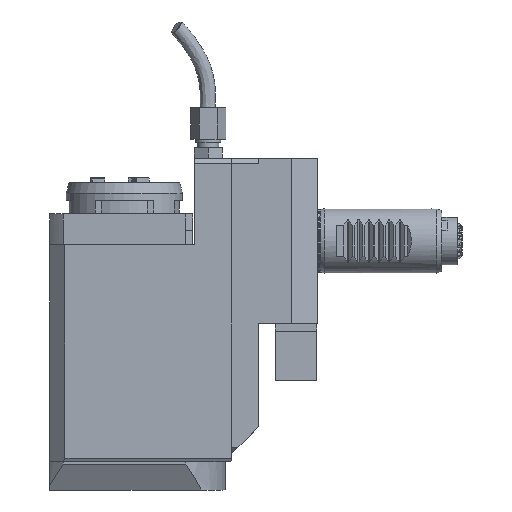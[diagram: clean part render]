
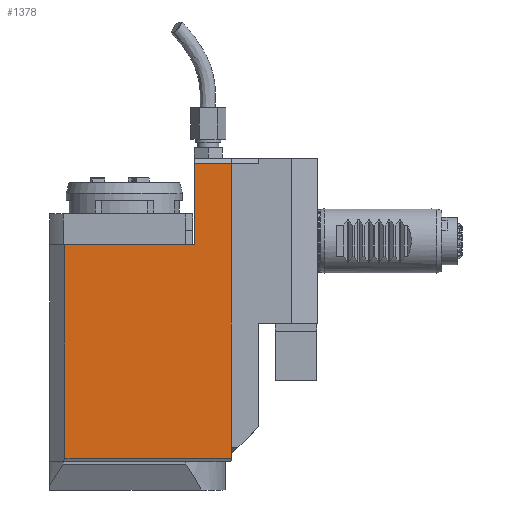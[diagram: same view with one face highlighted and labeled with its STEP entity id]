
A CAD part, left-side view. The second image highlights one B-rep face of the part: STEP entity #1378.
In plain terms, the highlighted planar face has unit normal (-1, 0, 0).
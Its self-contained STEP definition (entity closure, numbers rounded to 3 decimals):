
#414 = VECTOR ( 'NONE', #4792, 1000. ) ;
#968 = PLANE ( 'NONE',  #2346 ) ;
#989 = VECTOR ( 'NONE', #22347, 1000. ) ;
#1378 = ADVANCED_FACE ( 'Defeature completata1_347', ( #14600 ), #968, .F. ) ;
#1465 = DIRECTION ( 'NONE',  ( 0., 0., -1. ) ) ;
#1509 = CARTESIAN_POINT ( 'NONE',  ( -32., 52., -84.201 ) ) ;
#1840 = DIRECTION ( 'NONE',  ( 0., -1., 0. ) ) ;
#2346 = AXIS2_PLACEMENT_3D ( 'NONE', #6044, #32727, #1465 ) ;
#2572 = CARTESIAN_POINT ( 'NONE',  ( -32., 81., -1.5 ) ) ;
#3215 = CARTESIAN_POINT ( 'NONE',  ( -32., 75., 0. ) ) ;
#3273 = VECTOR ( 'NONE', #15937, 1000. ) ;
#3823 = CARTESIAN_POINT ( 'NONE',  ( -32., 10.5, -74. ) ) ;
#4769 = ORIENTED_EDGE ( 'NONE', *, *, #26865, .T. ) ;
#4792 = DIRECTION ( 'NONE',  ( 0., 0., -1. ) ) ;
#6044 = CARTESIAN_POINT ( 'NONE',  ( -32., 52., 0. ) ) ;
#6381 = LINE ( 'NONE', #3823, #29870 ) ;
#6602 = LINE ( 'NONE', #11900, #989 ) ;
#7090 = LINE ( 'NONE', #1509, #13379 ) ;
#7954 = VECTOR ( 'NONE', #15408, 1000. ) ;
#8131 = ORIENTED_EDGE ( 'NONE', *, *, #22774, .T. ) ;
#8637 = ORIENTED_EDGE ( 'NONE', *, *, #24925, .F. ) ;
#9481 = CARTESIAN_POINT ( 'NONE',  ( -32., 25., -1.5 ) ) ;
#9885 = VERTEX_POINT ( 'NONE', #9481 ) ;
#10402 = VECTOR ( 'NONE', #18631, 1000. ) ;
#10403 = LINE ( 'NONE', #17979, #414 ) ;
#11368 = CARTESIAN_POINT ( 'NONE',  ( -32., 75., -1.5 ) ) ;
#11900 = CARTESIAN_POINT ( 'NONE',  ( -32., 52., 30. ) ) ;
#13368 = CARTESIAN_POINT ( 'NONE',  ( -32., 10.5, -80. ) ) ;
#13379 = VECTOR ( 'NONE', #1840, 1000. ) ;
#13806 = ORIENTED_EDGE ( 'NONE', *, *, #26565, .F. ) ;
#14013 = CARTESIAN_POINT ( 'NONE',  ( -32., 25., -1.5 ) ) ;
#14372 = VERTEX_POINT ( 'NONE', #19087 ) ;
#14600 = FACE_OUTER_BOUND ( 'NONE', #32436, .T. ) ;
#15032 = EDGE_CURVE ( 'NONE', #17923, #9885, #30475, .T. ) ;
#15408 = DIRECTION ( 'NONE',  ( 0., -1., 0. ) ) ;
#15937 = DIRECTION ( 'NONE',  ( 0., 0., 1. ) ) ;
#16908 = VERTEX_POINT ( 'NONE', #19351 ) ;
#17874 = CARTESIAN_POINT ( 'NONE',  ( -32., 25., 30. ) ) ;
#17923 = VERTEX_POINT ( 'NONE', #11368 ) ;
#17979 = CARTESIAN_POINT ( 'NONE',  ( -32., 10.5, -74. ) ) ;
#18183 = EDGE_CURVE ( 'NONE', #9885, #30195, #31987, .T. ) ;
#18631 = DIRECTION ( 'NONE',  ( 0., 0., -1. ) ) ;
#18707 = CARTESIAN_POINT ( 'NONE',  ( -32., 10.5, -84.201 ) ) ;
#18901 = DIRECTION ( 'NONE',  ( 0., 0., -1. ) ) ;
#19087 = CARTESIAN_POINT ( 'NONE',  ( -32., 10.5, 30. ) ) ;
#19351 = CARTESIAN_POINT ( 'NONE',  ( -32., 75., -84.201 ) ) ;
#20128 = EDGE_CURVE ( 'NONE', #17923, #16908, #21019, .T. ) ;
#20409 = VERTEX_POINT ( 'NONE', #13368 ) ;
#21019 = LINE ( 'NONE', #3215, #10402 ) ;
#21150 = ORIENTED_EDGE ( 'NONE', *, *, #18183, .F. ) ;
#22347 = DIRECTION ( 'NONE',  ( 0., 1., 0. ) ) ;
#22774 = EDGE_CURVE ( 'NONE', #16908, #29164, #7090, .T. ) ;
#23953 = ORIENTED_EDGE ( 'NONE', *, *, #15032, .F. ) ;
#24925 = EDGE_CURVE ( 'NONE', #20409, #29164, #6381, .T. ) ;
#26565 = EDGE_CURVE ( 'NONE', #14372, #20409, #10403, .T. ) ;
#26865 = EDGE_CURVE ( 'NONE', #14372, #30195, #6602, .T. ) ;
#29164 = VERTEX_POINT ( 'NONE', #18707 ) ;
#29870 = VECTOR ( 'NONE', #18901, 1000. ) ;
#30195 = VERTEX_POINT ( 'NONE', #17874 ) ;
#30475 = LINE ( 'NONE', #2572, #7954 ) ;
#31328 = ORIENTED_EDGE ( 'NONE', *, *, #20128, .T. ) ;
#31987 = LINE ( 'NONE', #14013, #3273 ) ;
#32436 = EDGE_LOOP ( 'NONE', ( #31328, #8131, #8637, #13806, #4769, #21150, #23953 ) ) ;
#32727 = DIRECTION ( 'NONE',  ( 1., 0., 0. ) ) ;
